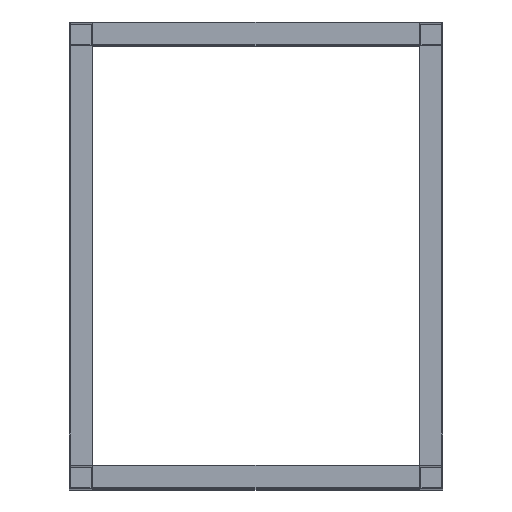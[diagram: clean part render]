
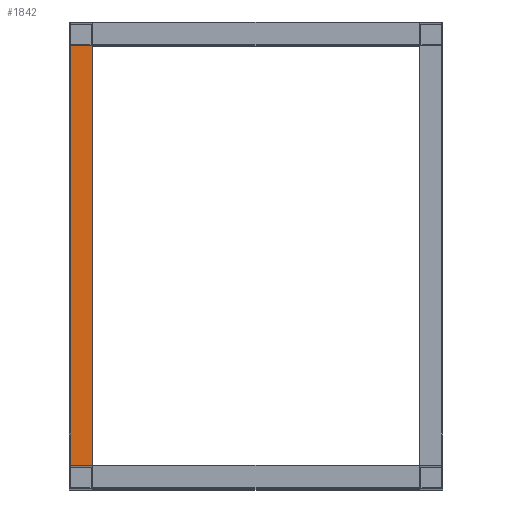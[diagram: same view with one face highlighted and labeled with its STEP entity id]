
A CAD part, top view. The second image highlights one B-rep face of the part: STEP entity #1842.
In plain terms, the highlighted planar face has unit normal (0, 0, 1).
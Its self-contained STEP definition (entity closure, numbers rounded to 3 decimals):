
#137 = FACE_OUTER_BOUND ( 'NONE', #2539, .T. ) ;
#169 = LINE ( 'NONE', #2524, #6417 ) ;
#519 = CARTESIAN_POINT ( 'NONE',  ( -350., 450., 2000. ) ) ;
#540 = EDGE_CURVE ( 'NONE', #4862, #6317, #169, .T. ) ;
#558 = CARTESIAN_POINT ( 'NONE',  ( -350., 0., 2000. ) ) ;
#582 = DIRECTION ( 'NONE',  ( 0., -1., 0. ) ) ;
#983 = DIRECTION ( 'NONE',  ( -1., 0., 0. ) ) ;
#1047 = ORIENTED_EDGE ( 'NONE', *, *, #540, .T. ) ;
#1464 = CARTESIAN_POINT ( 'NONE',  ( -400., 450., 2000. ) ) ;
#1778 = CARTESIAN_POINT ( 'NONE',  ( -400., -500., 2000. ) ) ;
#1842 = ADVANCED_FACE ( 'NONE', ( #137 ), #2695, .F. ) ;
#1957 = VERTEX_POINT ( 'NONE', #519 ) ;
#2524 = CARTESIAN_POINT ( 'NONE',  ( 0., -450., 2000. ) ) ;
#2539 = EDGE_LOOP ( 'NONE', ( #7257, #3518, #6080, #1047 ) ) ;
#2695 = PLANE ( 'NONE',  #6313 ) ;
#2770 = EDGE_CURVE ( 'NONE', #5824, #4862, #6322, .T. ) ;
#2921 = CARTESIAN_POINT ( 'NONE',  ( -400., -450., 2000. ) ) ;
#3452 = DIRECTION ( 'NONE',  ( 0., 1., 0. ) ) ;
#3518 = ORIENTED_EDGE ( 'NONE', *, *, #6169, .T. ) ;
#3730 = CARTESIAN_POINT ( 'NONE',  ( 0., 450., 2000. ) ) ;
#3813 = VECTOR ( 'NONE', #3452, 1000. ) ;
#4311 = LINE ( 'NONE', #3730, #5623 ) ;
#4495 = CARTESIAN_POINT ( 'NONE',  ( 0., 0., 2000. ) ) ;
#4862 = VERTEX_POINT ( 'NONE', #2921 ) ;
#5096 = VECTOR ( 'NONE', #582, 1000. ) ;
#5505 = CARTESIAN_POINT ( 'NONE',  ( -350., -450., 2000. ) ) ;
#5623 = VECTOR ( 'NONE', #5930, 1000. ) ;
#5730 = LINE ( 'NONE', #558, #3813 ) ;
#5824 = VERTEX_POINT ( 'NONE', #1464 ) ;
#5930 = DIRECTION ( 'NONE',  ( -1., 0., 0. ) ) ;
#6080 = ORIENTED_EDGE ( 'NONE', *, *, #2770, .T. ) ;
#6169 = EDGE_CURVE ( 'NONE', #1957, #5824, #4311, .T. ) ;
#6313 = AXIS2_PLACEMENT_3D ( 'NONE', #4495, #7348, #983 ) ;
#6317 = VERTEX_POINT ( 'NONE', #5505 ) ;
#6322 = LINE ( 'NONE', #1778, #5096 ) ;
#6417 = VECTOR ( 'NONE', #7220, 1000. ) ;
#7220 = DIRECTION ( 'NONE',  ( 1., 0., 0. ) ) ;
#7257 = ORIENTED_EDGE ( 'NONE', *, *, #7548, .T. ) ;
#7348 = DIRECTION ( 'NONE',  ( 0., 0., -1. ) ) ;
#7548 = EDGE_CURVE ( 'NONE', #6317, #1957, #5730, .T. ) ;
